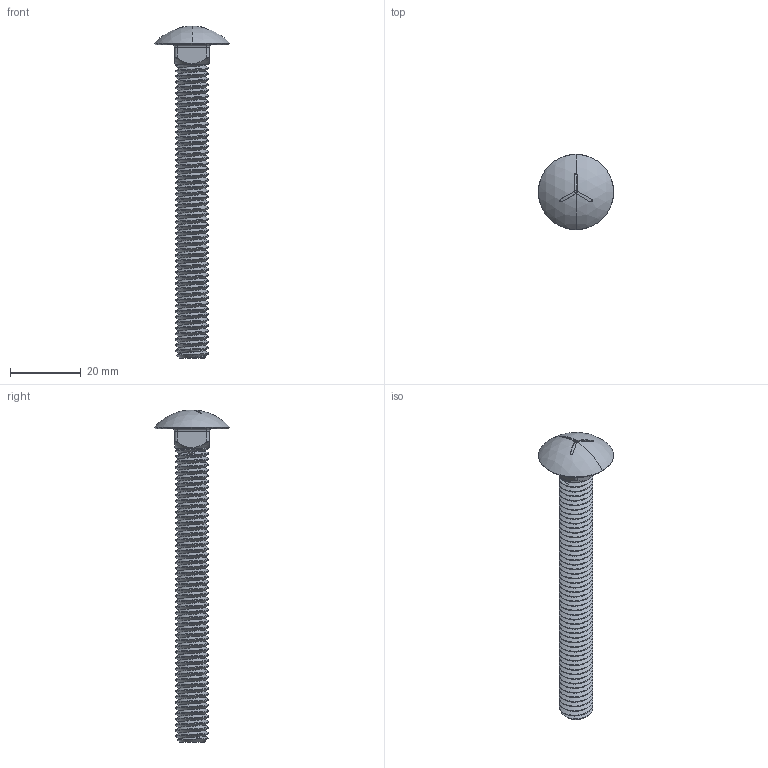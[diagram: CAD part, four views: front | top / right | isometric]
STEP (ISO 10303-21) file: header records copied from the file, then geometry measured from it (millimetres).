
FILE_DESCRIPTION (( 'STEP AP203' ), '1' );
FILE_NAME ('90185A638_Grade 5 Steel Square-Neck Carriage Bolt.STEP', '2021-07-20T14:22:47', ( 'Administrator' ), ( 'Managed by Terraform' ), 'SwSTEP 2.0', 'SolidWorks 2017', '' );
FILE_SCHEMA (( 'CONFIG_CONTROL_DESIGN' ));
Length unit declared in the file: inch
Products named in the file (1): 90185A638_Grade 5 Steel Square-Neck Carriage Bolt
Bounding box: 21.4 x 21.4 x 94.18 mm (x, y, z)
Volume: 6271.4 mm3; surface area: 4841.9 mm2
Topology: 1 solids, 1 shells, 153 faces, 431 edges, 283 vertices
Faces by surface type: cylinder 112, bspline 15, cone 7, plane 7, sphere 6, torus 6
Entity records: 13516 total; most frequent: CARTESIAN_POINT 10247, ORIENTED_EDGE 862, DIRECTION 474, EDGE_CURVE 431, VERTEX_POINT 283, AXIS2_PLACEMENT_3D 174, EDGE_LOOP 156, ADVANCED_FACE 153
